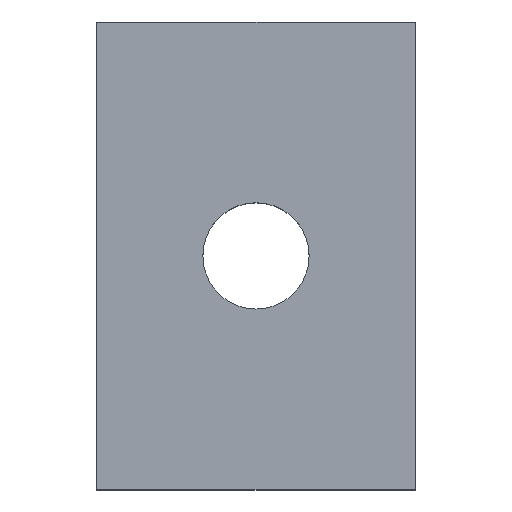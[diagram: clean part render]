
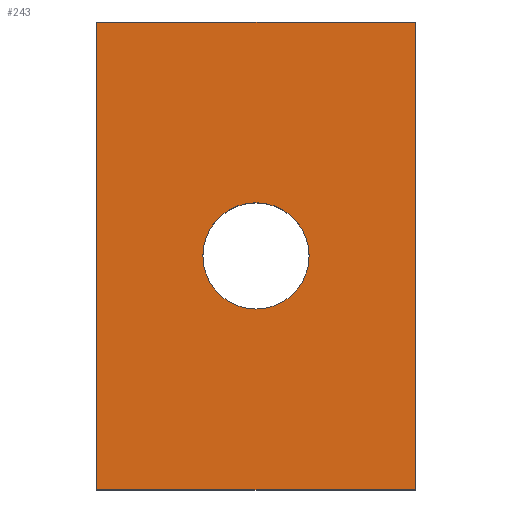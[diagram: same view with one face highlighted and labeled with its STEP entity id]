
A CAD part, top view. The second image highlights one B-rep face of the part: STEP entity #243.
In plain terms, the highlighted planar face has unit normal (0, 0, 1).
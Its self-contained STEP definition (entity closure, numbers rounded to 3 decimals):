
#9 = EDGE_LOOP ( 'NONE', ( #104, #178, #205, #146 ) ) ;
#17 = LINE ( 'NONE', #80, #67 ) ;
#19 = DIRECTION ( 'NONE',  ( -1., 0., 0. ) ) ;
#21 = AXIS2_PLACEMENT_3D ( 'NONE', #75, #244, #238 ) ;
#27 = VECTOR ( 'NONE', #44, 1000. ) ;
#33 = DIRECTION ( 'NONE',  ( 1., 0., 0. ) ) ;
#37 = CARTESIAN_POINT ( 'NONE',  ( -7.5, -11., 5. ) ) ;
#39 = EDGE_CURVE ( 'NONE', #102, #283, #17, .T. ) ;
#44 = DIRECTION ( 'NONE',  ( 0., 1., 0. ) ) ;
#46 = CARTESIAN_POINT ( 'NONE',  ( 7.5, -11., 5. ) ) ;
#47 = VECTOR ( 'NONE', #33, 1000. ) ;
#50 = EDGE_CURVE ( 'NONE', #118, #268, #239, .T. ) ;
#53 = ORIENTED_EDGE ( 'NONE', *, *, #50, .F. ) ;
#56 = LINE ( 'NONE', #37, #47 ) ;
#57 = CARTESIAN_POINT ( 'NONE',  ( 7.5, -11., 5. ) ) ;
#64 = CARTESIAN_POINT ( 'NONE',  ( -7.5, 11., 5. ) ) ;
#67 = VECTOR ( 'NONE', #19, 1000. ) ;
#75 = CARTESIAN_POINT ( 'NONE',  ( 0., 0., 5. ) ) ;
#79 = EDGE_CURVE ( 'NONE', #268, #118, #292, .T. ) ;
#80 = CARTESIAN_POINT ( 'NONE',  ( -7.5, 11., 5. ) ) ;
#88 = DIRECTION ( 'NONE',  ( -1., 0., 0. ) ) ;
#89 = DIRECTION ( 'NONE',  ( 0., 0., -1. ) ) ;
#93 = CARTESIAN_POINT ( 'NONE',  ( -7.5, -11., 5. ) ) ;
#97 = DIRECTION ( 'NONE',  ( 0., 0., 1. ) ) ;
#102 = VERTEX_POINT ( 'NONE', #110 ) ;
#104 = ORIENTED_EDGE ( 'NONE', *, *, #211, .T. ) ;
#110 = CARTESIAN_POINT ( 'NONE',  ( 7.5, 11., 5. ) ) ;
#118 = VERTEX_POINT ( 'NONE', #259 ) ;
#122 = CARTESIAN_POINT ( 'NONE',  ( -2.5, 0., 5. ) ) ;
#125 = PLANE ( 'NONE',  #262 ) ;
#132 = CARTESIAN_POINT ( 'NONE',  ( -7.5, -11., 5. ) ) ;
#141 = AXIS2_PLACEMENT_3D ( 'NONE', #301, #97, #296 ) ;
#142 = VECTOR ( 'NONE', #167, 1000. ) ;
#146 = ORIENTED_EDGE ( 'NONE', *, *, #39, .T. ) ;
#167 = DIRECTION ( 'NONE',  ( 0., -1., 0. ) ) ;
#170 = LINE ( 'NONE', #57, #27 ) ;
#175 = FACE_BOUND ( 'NONE', #306, .T. ) ;
#178 = ORIENTED_EDGE ( 'NONE', *, *, #282, .T. ) ;
#205 = ORIENTED_EDGE ( 'NONE', *, *, #303, .T. ) ;
#208 = CARTESIAN_POINT ( 'NONE',  ( -7.5, -11., 5. ) ) ;
#211 = EDGE_CURVE ( 'NONE', #283, #221, #265, .T. ) ;
#221 = VERTEX_POINT ( 'NONE', #132 ) ;
#238 = DIRECTION ( 'NONE',  ( 1., 0., 0. ) ) ;
#239 = CIRCLE ( 'NONE', #141, 2.5 ) ;
#240 = FACE_OUTER_BOUND ( 'NONE', #9, .T. ) ;
#243 = ADVANCED_FACE ( 'NONE', ( #175, #240 ), #125, .F. ) ;
#244 = DIRECTION ( 'NONE',  ( 0., 0., 1. ) ) ;
#259 = CARTESIAN_POINT ( 'NONE',  ( 2.5, 0., 5. ) ) ;
#262 = AXIS2_PLACEMENT_3D ( 'NONE', #93, #89, #88 ) ;
#265 = LINE ( 'NONE', #208, #142 ) ;
#268 = VERTEX_POINT ( 'NONE', #122 ) ;
#276 = VERTEX_POINT ( 'NONE', #46 ) ;
#282 = EDGE_CURVE ( 'NONE', #221, #276, #56, .T. ) ;
#283 = VERTEX_POINT ( 'NONE', #64 ) ;
#292 = CIRCLE ( 'NONE', #21, 2.5 ) ;
#296 = DIRECTION ( 'NONE',  ( 1., 0., 0. ) ) ;
#300 = ORIENTED_EDGE ( 'NONE', *, *, #79, .F. ) ;
#301 = CARTESIAN_POINT ( 'NONE',  ( 0., 0., 5. ) ) ;
#303 = EDGE_CURVE ( 'NONE', #276, #102, #170, .T. ) ;
#306 = EDGE_LOOP ( 'NONE', ( #53, #300 ) ) ;
